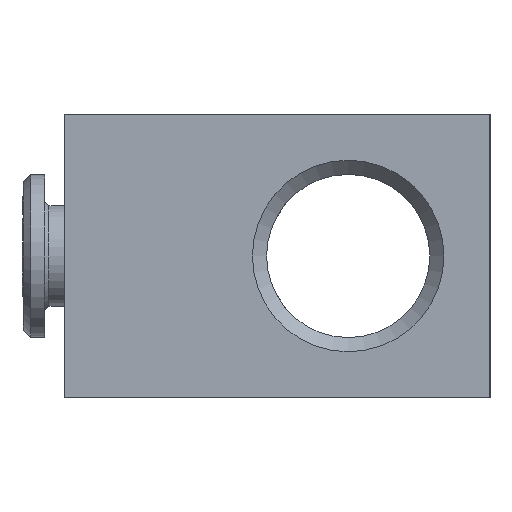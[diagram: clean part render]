
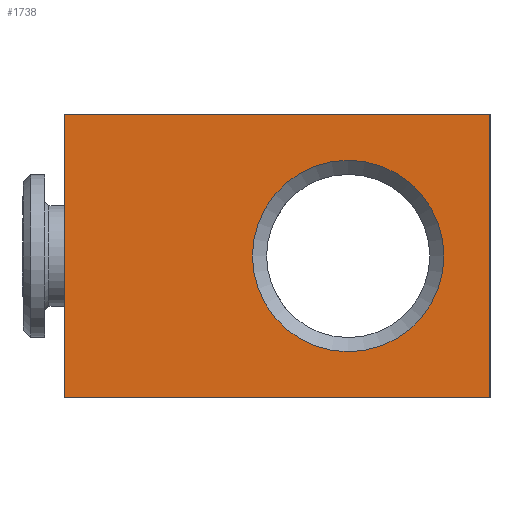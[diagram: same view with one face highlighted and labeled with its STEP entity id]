
A CAD part, left-side view. The second image highlights one B-rep face of the part: STEP entity #1738.
In plain terms, the highlighted planar face has unit normal (-1, 0, 0).
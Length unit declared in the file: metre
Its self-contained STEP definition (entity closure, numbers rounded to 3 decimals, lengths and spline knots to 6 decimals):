
#1738 = ADVANCED_FACE( 'NONE', ( #3620, #3621 ), #3622, .F. );
#3620 = FACE_OUTER_BOUND( '', #11913, .T. );
#3621 = FACE_BOUND( '', #11914, .T. );
#3622 = PLANE( '', #11915 );
#11913 = EDGE_LOOP( '', ( #16839, #16840, #16841, #16842 ) );
#11914 = EDGE_LOOP( '', ( #16843 ) );
#11915 = AXIS2_PLACEMENT_3D( '', #16844, #16845, #16846 );
#16839 = ORIENTED_EDGE( '', *, *, #17866, .F. );
#16840 = ORIENTED_EDGE( '', *, *, #18731, .F. );
#16841 = ORIENTED_EDGE( '', *, *, #19241, .F. );
#16842 = ORIENTED_EDGE( '', *, *, #19242, .F. );
#16843 = ORIENTED_EDGE( '', *, *, #17873, .F. );
#16844 = CARTESIAN_POINT( '', ( -0.0415, -0.015, -0.01 ) );
#16845 = DIRECTION( '', ( 1., 0., 0. ) );
#16846 = DIRECTION( '', ( 0., 1., 0. ) );
#17866 = EDGE_CURVE( 'NONE', #20426, #20427, #20428, .T. );
#17873 = EDGE_CURVE( 'NONE', #20439, #20439, #20440, .T. );
#18731 = EDGE_CURVE( 'NONE', #21738, #20426, #21739, .T. );
#19241 = EDGE_CURVE( 'NONE', #22342, #21738, #22343, .T. );
#19242 = EDGE_CURVE( 'NONE', #20427, #22342, #22344, .T. );
#20426 = VERTEX_POINT( 'NONE', #26447 );
#20427 = VERTEX_POINT( 'NONE', #26448 );
#20428 = LINE( '', #26449, #26450 );
#20439 = VERTEX_POINT( '', #26464 );
#20440 = CIRCLE( '', #26465, 0.00675 );
#21738 = VERTEX_POINT( 'NONE', #31324 );
#21739 = LINE( '', #31325, #31326 );
#22342 = VERTEX_POINT( 'NONE', #33241 );
#22343 = LINE( '', #33242, #33243 );
#22344 = LINE( '', #33244, #33245 );
#26447 = CARTESIAN_POINT( '', ( -0.0415, -0.015, -0.01 ) );
#26448 = CARTESIAN_POINT( '', ( -0.0415, 0.015, -0.01 ) );
#26449 = CARTESIAN_POINT( '', ( -0.0415, 0.015, -0.01 ) );
#26450 = VECTOR( '', #33717, 1. );
#26464 = CARTESIAN_POINT( '', ( -0.0415, -0.005, 0.00675 ) );
#26465 = AXIS2_PLACEMENT_3D( '', #33727, #33728, #33729 );
#31324 = CARTESIAN_POINT( '', ( -0.0415, -0.015, 0.01 ) );
#31325 = CARTESIAN_POINT( '', ( -0.0415, -0.015, 0.01 ) );
#31326 = VECTOR( '', #34237, 1. );
#33241 = CARTESIAN_POINT( '', ( -0.0415, 0.015, 0.01 ) );
#33242 = CARTESIAN_POINT( '', ( -0.0415, 0.015, 0.01 ) );
#33243 = VECTOR( '', #34471, 1. );
#33244 = CARTESIAN_POINT( '', ( -0.0415, 0.015, 0.01 ) );
#33245 = VECTOR( '', #34472, 1. );
#33717 = DIRECTION( '', ( 0., 1., 0. ) );
#33727 = CARTESIAN_POINT( '', ( -0.0415, -0.005, 0. ) );
#33728 = DIRECTION( '', ( -1., 0., 0. ) );
#33729 = DIRECTION( '', ( 0., 0., 1. ) );
#34237 = DIRECTION( '', ( 0., 0., -1. ) );
#34471 = DIRECTION( '', ( 0., -1., 0. ) );
#34472 = DIRECTION( '', ( 0., 0., 1. ) );
